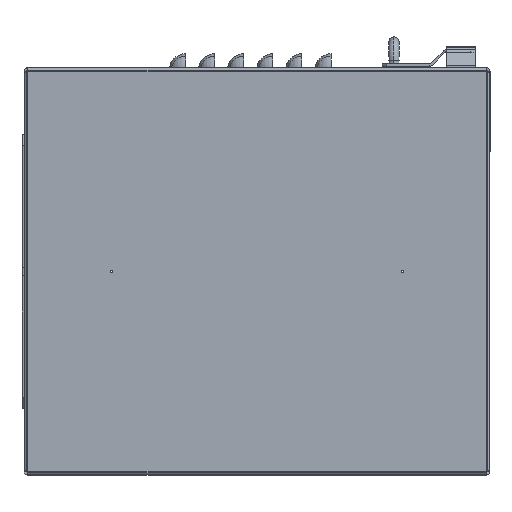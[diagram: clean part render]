
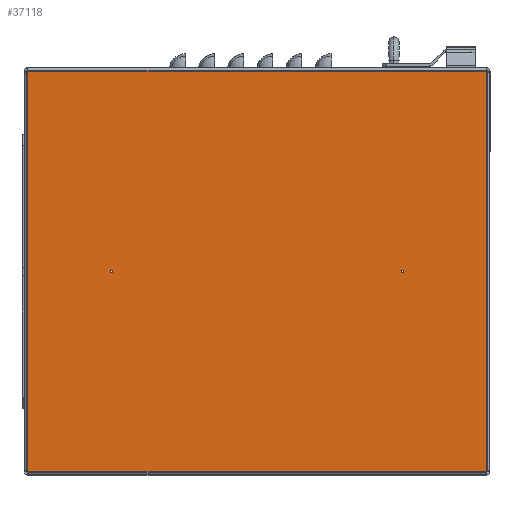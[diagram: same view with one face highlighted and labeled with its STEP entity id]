
A CAD part, left-side view. The second image highlights one B-rep face of the part: STEP entity #37118.
In plain terms, the highlighted face is planar.
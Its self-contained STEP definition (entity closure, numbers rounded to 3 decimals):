
#742 = CARTESIAN_POINT ( 'NONE',  ( 175., 125., 1050. ) ) ;
#1406 = CARTESIAN_POINT ( 'NONE',  ( 175., -125., 1050. ) ) ;
#1948 = PLANE ( 'NONE',  #42296 ) ;
#4820 = AXIS2_PLACEMENT_3D ( 'NONE', #19141, #45870, #23121 ) ;
#6394 = DIRECTION ( 'NONE',  ( -1., 0., 0. ) ) ;
#6652 = DIRECTION ( 'NONE',  ( 1., 0., 0. ) ) ;
#7117 = EDGE_LOOP ( 'NONE', ( #56119, #53304, #50737, #43262 ) ) ;
#8871 = CARTESIAN_POINT ( 'NONE',  ( 347., 197., 1050. ) ) ;
#9296 = CIRCLE ( 'NONE', #4820, 1. ) ;
#9720 = VERTEX_POINT ( 'NONE', #13626 ) ;
#10667 = DIRECTION ( 'NONE',  ( 0., 0., 1. ) ) ;
#12823 = CIRCLE ( 'NONE', #34397, 1. ) ;
#13626 = CARTESIAN_POINT ( 'NONE',  ( 3., -197., 1050. ) ) ;
#14053 = DIRECTION ( 'NONE',  ( 1., 0., 0. ) ) ;
#14110 = EDGE_CURVE ( 'NONE', #17095, #49693, #12823, .T. ) ;
#14231 = CARTESIAN_POINT ( 'NONE',  ( 3., 0., 1050. ) ) ;
#15148 = ORIENTED_EDGE ( 'NONE', *, *, #29100, .F. ) ;
#15604 = CARTESIAN_POINT ( 'NONE',  ( 175., 125., 1050. ) ) ;
#15917 = LINE ( 'NONE', #31369, #55216 ) ;
#16174 = EDGE_CURVE ( 'NONE', #50447, #26000, #44341, .T. ) ;
#16214 = DIRECTION ( 'NONE',  ( -1., 0., 0. ) ) ;
#16652 = CIRCLE ( 'NONE', #49349, 1. ) ;
#17095 = VERTEX_POINT ( 'NONE', #22525 ) ;
#17737 = DIRECTION ( 'NONE',  ( 0., -1., 0. ) ) ;
#18340 = CARTESIAN_POINT ( 'NONE',  ( 176., -125., 1050. ) ) ;
#18577 = DIRECTION ( 'NONE',  ( 0., -1., 0. ) ) ;
#18670 = CARTESIAN_POINT ( 'NONE',  ( 347., 197., 1050. ) ) ;
#19141 = CARTESIAN_POINT ( 'NONE',  ( 175., -125., 1050. ) ) ;
#20482 = LINE ( 'NONE', #43519, #48390 ) ;
#21890 = EDGE_CURVE ( 'NONE', #26000, #59096, #15917, .T. ) ;
#22075 = FACE_BOUND ( 'NONE', #57102, .T. ) ;
#22525 = CARTESIAN_POINT ( 'NONE',  ( 174., 125., 1050. ) ) ;
#22887 = CIRCLE ( 'NONE', #42475, 1. ) ;
#23121 = DIRECTION ( 'NONE',  ( -1., 0., 0. ) ) ;
#23548 = EDGE_LOOP ( 'NONE', ( #58296, #55407 ) ) ;
#23819 = DIRECTION ( 'NONE',  ( 0., 0., 1. ) ) ;
#24238 = CARTESIAN_POINT ( 'NONE',  ( 0., 0., 1050. ) ) ;
#26000 = VERTEX_POINT ( 'NONE', #18670 ) ;
#28162 = VERTEX_POINT ( 'NONE', #18340 ) ;
#28480 = DIRECTION ( 'NONE',  ( 1., 0., 0. ) ) ;
#29100 = EDGE_CURVE ( 'NONE', #54179, #28162, #9296, .T. ) ;
#31369 = CARTESIAN_POINT ( 'NONE',  ( 347., -197., 1050. ) ) ;
#33022 = EDGE_CURVE ( 'NONE', #49693, #17095, #16652, .T. ) ;
#33081 = DIRECTION ( 'NONE',  ( 1., 0., 0. ) ) ;
#34397 = AXIS2_PLACEMENT_3D ( 'NONE', #15604, #10667, #6652 ) ;
#36950 = VECTOR ( 'NONE', #18577, 1000. ) ;
#37118 = ADVANCED_FACE ( 'NONE', ( #22075, #55005, #53552 ), #1948, .T. ) ;
#40417 = CARTESIAN_POINT ( 'NONE',  ( 176., 125., 1050. ) ) ;
#41490 = VECTOR ( 'NONE', #14053, 1000. ) ;
#42296 = AXIS2_PLACEMENT_3D ( 'NONE', #24238, #56205, #33081 ) ;
#42475 = AXIS2_PLACEMENT_3D ( 'NONE', #1406, #42640, #6394 ) ;
#42640 = DIRECTION ( 'NONE',  ( 0., 0., 1. ) ) ;
#43262 = ORIENTED_EDGE ( 'NONE', *, *, #21890, .F. ) ;
#43519 = CARTESIAN_POINT ( 'NONE',  ( 2., -197., 1050. ) ) ;
#43569 = CARTESIAN_POINT ( 'NONE',  ( 174., -125., 1050. ) ) ;
#44341 = LINE ( 'NONE', #8871, #41490 ) ;
#45870 = DIRECTION ( 'NONE',  ( 0., 0., 1. ) ) ;
#46942 = CARTESIAN_POINT ( 'NONE',  ( 3., 197., 1050. ) ) ;
#48390 = VECTOR ( 'NONE', #16214, 1000. ) ;
#48680 = EDGE_CURVE ( 'NONE', #50447, #9720, #49745, .T. ) ;
#49349 = AXIS2_PLACEMENT_3D ( 'NONE', #742, #23819, #28480 ) ;
#49380 = EDGE_CURVE ( 'NONE', #28162, #54179, #22887, .T. ) ;
#49693 = VERTEX_POINT ( 'NONE', #40417 ) ;
#49745 = LINE ( 'NONE', #14231, #36950 ) ;
#50447 = VERTEX_POINT ( 'NONE', #46942 ) ;
#50737 = ORIENTED_EDGE ( 'NONE', *, *, #56740, .F. ) ;
#53304 = ORIENTED_EDGE ( 'NONE', *, *, #48680, .T. ) ;
#53552 = FACE_OUTER_BOUND ( 'NONE', #7117, .T. ) ;
#54179 = VERTEX_POINT ( 'NONE', #43569 ) ;
#54330 = CARTESIAN_POINT ( 'NONE',  ( 347., -197., 1050. ) ) ;
#55005 = FACE_BOUND ( 'NONE', #23548, .T. ) ;
#55216 = VECTOR ( 'NONE', #17737, 1000. ) ;
#55407 = ORIENTED_EDGE ( 'NONE', *, *, #14110, .F. ) ;
#55731 = ORIENTED_EDGE ( 'NONE', *, *, #49380, .F. ) ;
#56119 = ORIENTED_EDGE ( 'NONE', *, *, #16174, .F. ) ;
#56205 = DIRECTION ( 'NONE',  ( 0., 0., 1. ) ) ;
#56740 = EDGE_CURVE ( 'NONE', #59096, #9720, #20482, .T. ) ;
#57102 = EDGE_LOOP ( 'NONE', ( #55731, #15148 ) ) ;
#58296 = ORIENTED_EDGE ( 'NONE', *, *, #33022, .F. ) ;
#59096 = VERTEX_POINT ( 'NONE', #54330 ) ;
